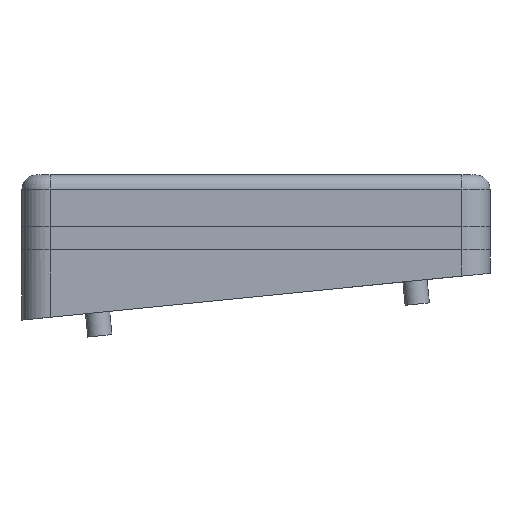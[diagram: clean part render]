
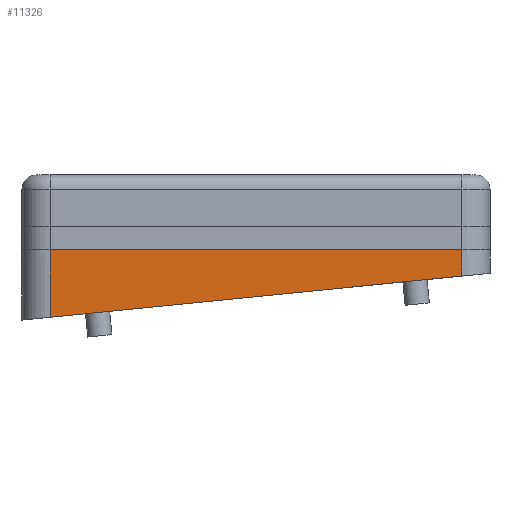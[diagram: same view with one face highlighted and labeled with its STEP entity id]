
A CAD part, left-side view. The second image highlights one B-rep face of the part: STEP entity #11326.
In plain terms, the highlighted planar face has unit normal (-1, 0, 0).
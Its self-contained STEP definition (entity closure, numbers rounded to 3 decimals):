
#10197 = VERTEX_POINT('',#10198);
#10198 = CARTESIAN_POINT('',(-60.,44.,-19.4));
#10205 = EDGE_CURVE('',#10206,#10197,#10208,.T.);
#10206 = VERTEX_POINT('',#10207);
#10207 = CARTESIAN_POINT('',(-60.,-44.,-10.6));
#10208 = LINE('',#10209,#10210);
#10209 = CARTESIAN_POINT('',(-60.,-50.,-10.));
#10210 = VECTOR('',#10211,1.);
#10211 = DIRECTION('',(0.,0.995,-0.1));
#10384 = VERTEX_POINT('',#10385);
#10385 = CARTESIAN_POINT('',(-60.,-44.,-5.));
#10391 = EDGE_CURVE('',#10384,#10392,#10394,.T.);
#10392 = VERTEX_POINT('',#10393);
#10393 = CARTESIAN_POINT('',(-60.,44.,-5.));
#10394 = LINE('',#10395,#10396);
#10395 = CARTESIAN_POINT('',(-60.,-50.,-5.));
#10396 = VECTOR('',#10397,1.);
#10397 = DIRECTION('',(0.,1.,0.));
#11299 = EDGE_CURVE('',#10206,#10384,#11300,.T.);
#11300 = LINE('',#11301,#11302);
#11301 = CARTESIAN_POINT('',(-60.,-44.,-10.));
#11302 = VECTOR('',#11303,1.);
#11303 = DIRECTION('',(0.,0.,1.));
#11326 = ADVANCED_FACE('',(#11327),#11338,.F.);
#11327 = FACE_BOUND('',#11328,.F.);
#11328 = EDGE_LOOP('',(#11329,#11330,#11336,#11337));
#11329 = ORIENTED_EDGE('',*,*,#10205,.T.);
#11330 = ORIENTED_EDGE('',*,*,#11331,.T.);
#11331 = EDGE_CURVE('',#10197,#10392,#11332,.T.);
#11332 = LINE('',#11333,#11334);
#11333 = CARTESIAN_POINT('',(-60.,44.,-20.));
#11334 = VECTOR('',#11335,1.);
#11335 = DIRECTION('',(0.,0.,1.));
#11336 = ORIENTED_EDGE('',*,*,#10391,.F.);
#11337 = ORIENTED_EDGE('',*,*,#11299,.F.);
#11338 = PLANE('',#11339);
#11339 = AXIS2_PLACEMENT_3D('',#11340,#11341,#11342);
#11340 = CARTESIAN_POINT('',(-60.,2.268,-10.125));
#11341 = DIRECTION('',(1.,0.,0.));
#11342 = DIRECTION('',(0.,1.,0.));
